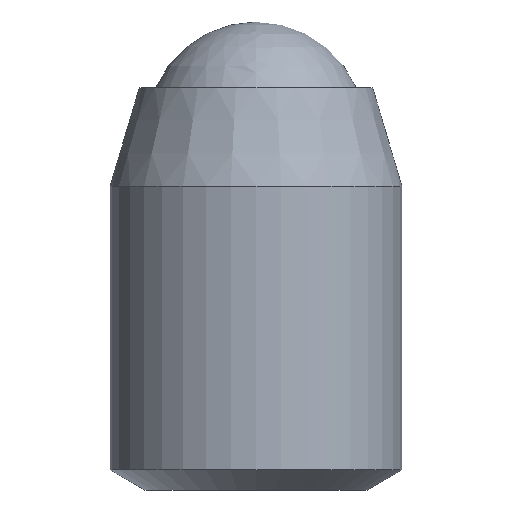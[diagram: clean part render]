
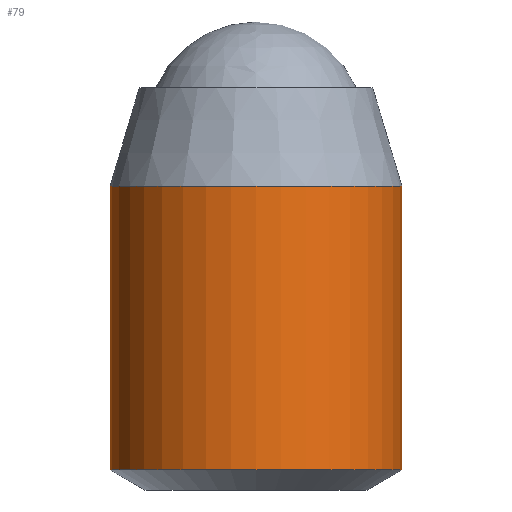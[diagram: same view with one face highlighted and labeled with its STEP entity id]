
A CAD part, front view. The second image highlights one B-rep face of the part: STEP entity #79.
In plain terms, the highlighted cylindrical face has radius 8 mm (diameter 16 mm), a full revolution.
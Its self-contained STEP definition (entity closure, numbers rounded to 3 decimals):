
#79 = ADVANCED_FACE( '', ( #158, #159 ), #160, .T. );
#158 = FACE_OUTER_BOUND( '', #229, .T. );
#159 = FACE_OUTER_BOUND( '', #230, .T. );
#160 = CYLINDRICAL_SURFACE( '', #231, 8. );
#229 = EDGE_LOOP( '', ( #376 ) );
#230 = EDGE_LOOP( '', ( #377 ) );
#231 = AXIS2_PLACEMENT_3D( '', #378, #379, #380 );
#376 = ORIENTED_EDGE( '', *, *, #396, .T. );
#377 = ORIENTED_EDGE( '', *, *, #388, .T. );
#378 = CARTESIAN_POINT( '', ( 0., 0., 22.08 ) );
#379 = DIRECTION( '', ( 0., 0., 1. ) );
#380 = DIRECTION( '', ( -1., 0., 0. ) );
#388 = EDGE_CURVE( '', #449, #449, #450, .F. );
#396 = EDGE_CURVE( '', #463, #463, #464, .T. );
#449 = VERTEX_POINT( '', #531 );
#450 = CIRCLE( '', #532, 8. );
#463 = VERTEX_POINT( '', #547 );
#464 = CIRCLE( '', #548, 8. );
#531 = CARTESIAN_POINT( '', ( 8., 0., 16.68 ) );
#532 = AXIS2_PLACEMENT_3D( '', #620, #621, #622 );
#547 = CARTESIAN_POINT( '', ( 8., 0., 1.1 ) );
#548 = AXIS2_PLACEMENT_3D( '', #634, #635, #636 );
#620 = CARTESIAN_POINT( '', ( 0., 0., 16.68 ) );
#621 = DIRECTION( '', ( 0., 0., 1. ) );
#622 = DIRECTION( '', ( 1., 0., 0. ) );
#634 = CARTESIAN_POINT( '', ( 0., 0., 1.1 ) );
#635 = DIRECTION( '', ( 0., 0., 1. ) );
#636 = DIRECTION( '', ( 1., 0., 0. ) );
